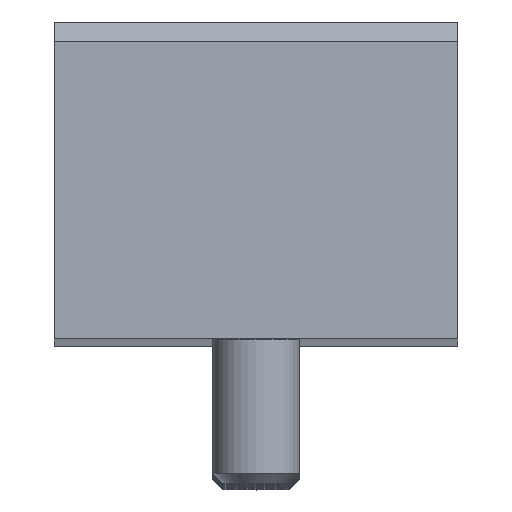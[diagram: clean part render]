
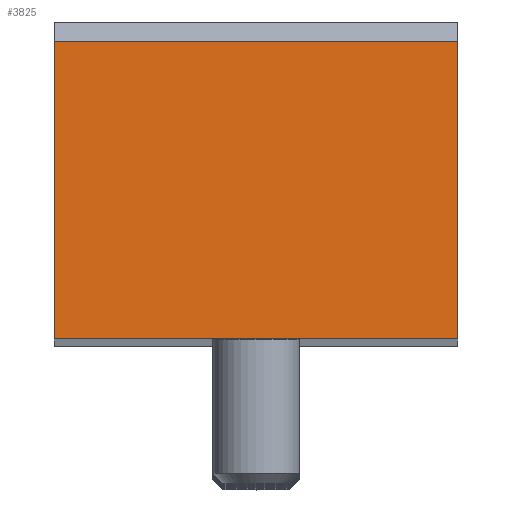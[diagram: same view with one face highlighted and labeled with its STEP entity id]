
A CAD part, top view. The second image highlights one B-rep face of the part: STEP entity #3825.
In plain terms, the highlighted planar face has unit normal (0, 0.026, 1).
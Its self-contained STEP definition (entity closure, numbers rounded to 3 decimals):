
#30=PLANE('',#4011);
#181=LINE('',#5245,#488);
#182=LINE('',#5248,#489);
#183=LINE('',#5250,#490);
#184=LINE('',#5252,#491);
#488=VECTOR('',#4286,1000.);
#489=VECTOR('',#4287,1000.);
#490=VECTOR('',#4288,1000.);
#491=VECTOR('',#4289,1000.);
#825=ORIENTED_EDGE('',*,*,#1579,.T.);
#826=ORIENTED_EDGE('',*,*,#1580,.F.);
#827=ORIENTED_EDGE('',*,*,#1581,.F.);
#828=ORIENTED_EDGE('',*,*,#1582,.T.);
#1579=EDGE_CURVE('',#1956,#1957,#181,.T.);
#1580=EDGE_CURVE('',#1958,#1957,#182,.T.);
#1581=EDGE_CURVE('',#1959,#1958,#183,.T.);
#1582=EDGE_CURVE('',#1959,#1956,#184,.T.);
#1956=VERTEX_POINT('',#5246);
#1957=VERTEX_POINT('',#5247);
#1958=VERTEX_POINT('',#5249);
#1959=VERTEX_POINT('',#5251);
#2254=EDGE_LOOP('',(#825,#826,#827,#828));
#2465=FACE_BOUND('',#2254,.T.);
#3825=ADVANCED_FACE('',(#2465),#30,.F.);
#4011=AXIS2_PLACEMENT_3D('',#5244,#4284,#4285);
#4284=DIRECTION('',(0.,-0.026,-1.));
#4285=DIRECTION('',(0.,1.,-0.026));
#4286=DIRECTION('',(0.,-1.,0.026));
#4287=DIRECTION('',(-1.,0.,0.));
#4288=DIRECTION('',(0.,-1.,0.026));
#4289=DIRECTION('',(-1.,0.,0.));
#5244=CARTESIAN_POINT('',(7.,10.312,5.73));
#5245=CARTESIAN_POINT('',(-7.,10.312,5.73));
#5246=CARTESIAN_POINT('',(-7.,10.312,5.73));
#5247=CARTESIAN_POINT('',(-7.,0.,6.));
#5248=CARTESIAN_POINT('',(7.,0.,6.));
#5249=CARTESIAN_POINT('',(7.,0.,6.));
#5250=CARTESIAN_POINT('',(7.,10.312,5.73));
#5251=CARTESIAN_POINT('',(7.,10.312,5.73));
#5252=CARTESIAN_POINT('',(7.,10.312,5.73));
